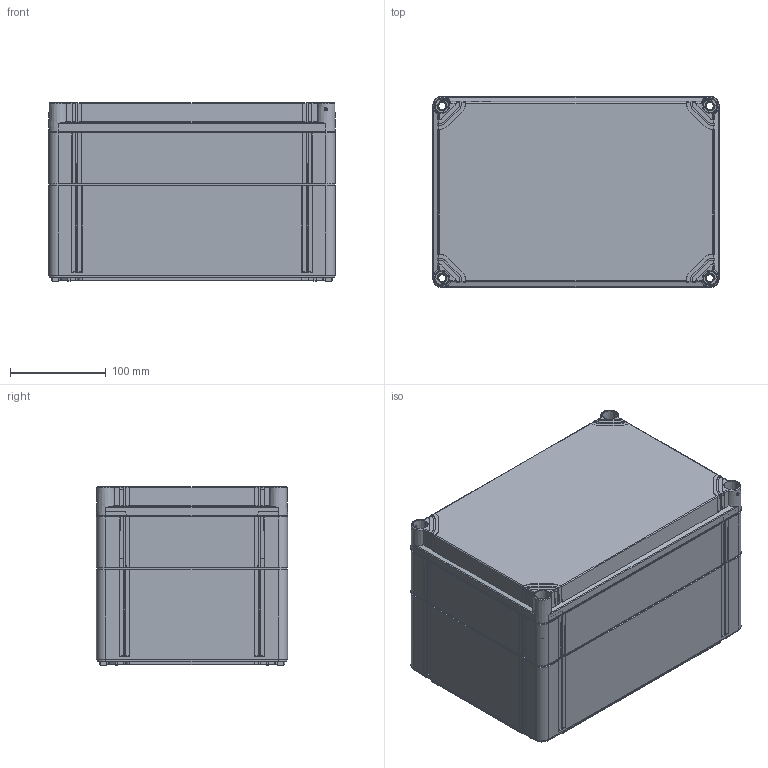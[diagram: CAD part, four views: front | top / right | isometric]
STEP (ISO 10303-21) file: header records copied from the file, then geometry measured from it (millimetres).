
FILE_DESCRIPTION((''),'2;1');
FILE_NAME('OPCP203018G_ASM','2008-12-19T',('pasi_koskela'),(''),'PRO/ENGINEER BY PARAMETRIC TECHNOLOGY CORPORATION, 2008250','PRO/ENGINEER BY PARAMETRIC TECHNOLOGY CORPORATION, 2008250','');
FILE_SCHEMA(('AUTOMOTIVE_DESIGN_CC2 { 1 2 10303 214 -1 1 5 2 }'));
Products named in the file (4): OPCP203010B; OPCG203003L; OPCP203006E; OPCP203018G_ASM
Assembly tree (3 placements, depth 2):
  OPCP203018G_ASM
    OPCP203010B
    OPCG203003L
    OPCP203006E
Bounding box: 300 x 200 x 187 mm (x, y, z)
Volume: 1444812.8 mm3; surface area: 778283.2 mm2
Topology: 3 solids, 3 shells, 3444 faces, 9115 edges, 5781 vertices
Faces by surface type: plane 1752, cone 736, cylinder 604, torus 294, bspline 56, sphere 2
Entity records: 142217 total; most frequent: CARTESIAN_POINT 29486, ORIENTED_EDGE 18186, DIRECTION 17467, PRESENTATION_STYLE_ASSIGNMENT 9096, STYLED_ITEM 9096, CURVE_STYLE 9093, EDGE_CURVE 9093, AXIS2_PLACEMENT_3D 6020
